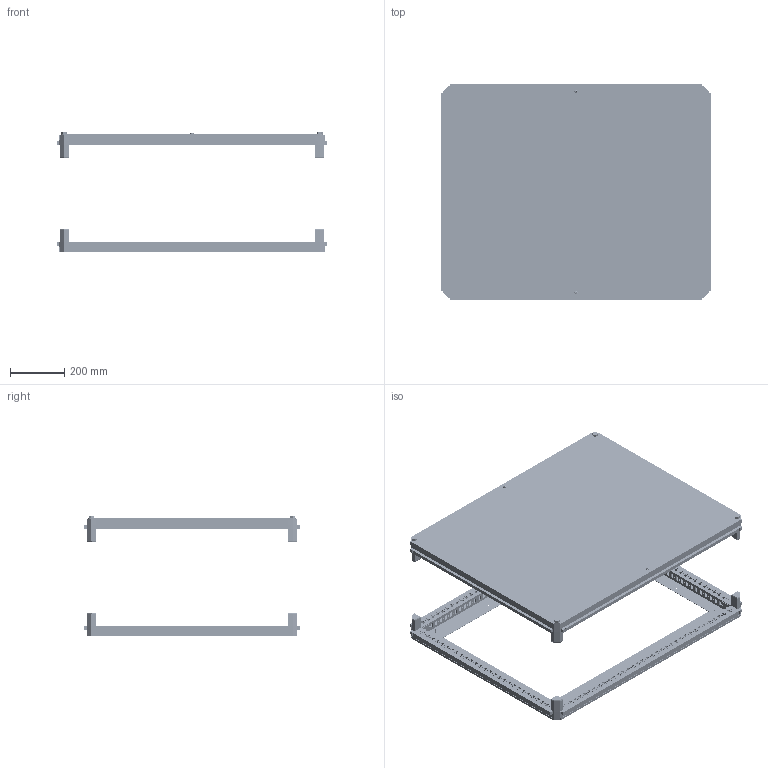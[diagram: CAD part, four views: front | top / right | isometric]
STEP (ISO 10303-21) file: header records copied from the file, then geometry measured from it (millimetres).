
FILE_DESCRIPTION (( 'STEP AP203' ), '1' );
FILE_NAME ('FO-00-KOF-080-100 FORMAT Êðûøà è îñíîâàíèå (ïîä ôëàíåö) 800õ1000 IEK.STEP', '2024-07-29T16:51:51', ( '' ), ( '' ), 'SwSTEP 2.0', 'SolidWorks 2022', '' );
FILE_SCHEMA (( 'CONFIG_CONTROL_DESIGN' ));
Products named in the file (1): FO-00-KOF-080-100 FORMAT Крыша и основание (под фланец) 800х1000 IEK
Bounding box: 1000.11 x 800.11 x 444.4 mm (x, y, z)
Volume: 4626844.7 mm3; surface area: 4433490.3 mm2
Topology: 64 solids, 64 shells, 6960 faces, 19176 edges, 12536 vertices
Faces by surface type: plane 4066, cylinder 2236, bspline 344, cone 306, torus 4, sphere 4
Entity records: 236123 total; most frequent: CARTESIAN_POINT 57559, ORIENTED_EDGE 38248, DIRECTION 34520, EDGE_CURVE 19124, LINE 12574, VECTOR 12574, VERTEX_POINT 12520, AXIS2_PLACEMENT_3D 10973
